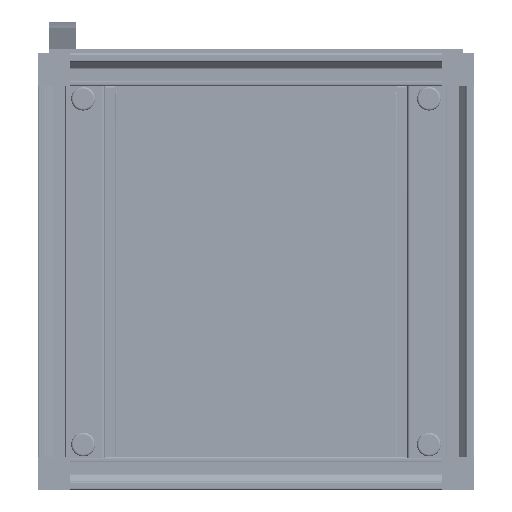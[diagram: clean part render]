
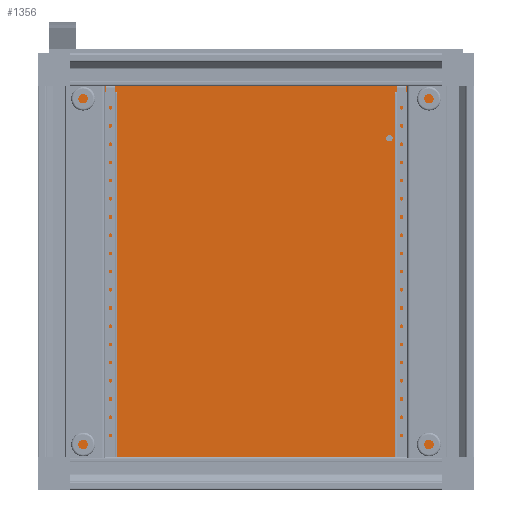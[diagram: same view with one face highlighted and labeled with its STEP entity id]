
A CAD part, front view. The second image highlights one B-rep face of the part: STEP entity #1356.
In plain terms, the highlighted planar face has unit normal (0, -1, 0).
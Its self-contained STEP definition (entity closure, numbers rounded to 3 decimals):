
#1356=ADVANCED_FACE('',(#10830,#10831),#10832,.F.);
#10830=FACE_BOUND('',#30655,.T.);
#10831=FACE_OUTER_BOUND('',#30656,.T.);
#10832=PLANE('',#30657);
#30655=EDGE_LOOP('',(#57611,#57612));
#30656=EDGE_LOOP('',(#57613,#57614,#57615,#57616,#57617,#57618,#57619,#57620,#57621,#57622,#57623,#57624));
#30657=AXIS2_PLACEMENT_3D('',#57625,#57626,#57627);
#57611=ORIENTED_EDGE('',*,*,#121927,.T.);
#57612=ORIENTED_EDGE('',*,*,#120462,.T.);
#57613=ORIENTED_EDGE('',*,*,#121931,.F.);
#57614=ORIENTED_EDGE('',*,*,#121932,.F.);
#57615=ORIENTED_EDGE('',*,*,#121933,.F.);
#57616=ORIENTED_EDGE('',*,*,#121934,.F.);
#57617=ORIENTED_EDGE('',*,*,#121935,.F.);
#57618=ORIENTED_EDGE('',*,*,#121936,.T.);
#57619=ORIENTED_EDGE('',*,*,#121937,.F.);
#57620=ORIENTED_EDGE('',*,*,#121938,.F.);
#57621=ORIENTED_EDGE('',*,*,#121939,.F.);
#57622=ORIENTED_EDGE('',*,*,#121940,.F.);
#57623=ORIENTED_EDGE('',*,*,#121941,.F.);
#57624=ORIENTED_EDGE('',*,*,#121942,.F.);
#57625=CARTESIAN_POINT('',(0.0,1599.9,300.0));
#57626=DIRECTION('',(0.0,1.0,0.0));
#57627=DIRECTION('',(0.0,0.0,1.0));
#120462=EDGE_CURVE('',#146567,#146571,#146573,.T.);
#121927=EDGE_CURVE('',#146571,#146567,#149014,.T.);
#121931=EDGE_CURVE('',#149018,#149019,#149020,.T.);
#121932=EDGE_CURVE('',#149021,#149018,#149022,.T.);
#121933=EDGE_CURVE('',#149023,#149021,#149024,.T.);
#121934=EDGE_CURVE('',#149025,#149023,#149026,.T.);
#121935=EDGE_CURVE('',#149027,#149025,#149028,.T.);
#121936=EDGE_CURVE('',#149027,#149029,#149030,.T.);
#121937=EDGE_CURVE('',#149031,#149029,#149032,.T.);
#121938=EDGE_CURVE('',#149033,#149031,#149034,.T.);
#121939=EDGE_CURVE('',#149035,#149033,#149036,.T.);
#121940=EDGE_CURVE('',#149037,#149035,#149038,.T.);
#121941=EDGE_CURVE('',#149039,#149037,#149040,.T.);
#121942=EDGE_CURVE('',#149019,#149039,#149041,.T.);
#146567=VERTEX_POINT('',#185934);
#146571=VERTEX_POINT('',#185939);
#146573=CIRCLE('',#185942,4.5);
#149014=CIRCLE('',#189143,4.5);
#149018=VERTEX_POINT('',#189147);
#149019=VERTEX_POINT('',#189148);
#149020=LINE('',#189149,#189150);
#149021=VERTEX_POINT('',#189151);
#149022=LINE('',#189152,#189153);
#149023=VERTEX_POINT('',#189154);
#149024=LINE('',#189155,#189156);
#149025=VERTEX_POINT('',#189157);
#149026=LINE('',#189158,#189159);
#149027=VERTEX_POINT('',#189160);
#149028=LINE('',#189161,#189162);
#149029=VERTEX_POINT('',#189163);
#149030=LINE('',#189164,#189165);
#149031=VERTEX_POINT('',#189166);
#149032=LINE('',#189167,#189168);
#149033=VERTEX_POINT('',#189169);
#149034=LINE('',#189170,#189171);
#149035=VERTEX_POINT('',#189172);
#149036=LINE('',#189173,#189174);
#149037=VERTEX_POINT('',#189175);
#149038=LINE('',#189176,#189177);
#149039=VERTEX_POINT('',#189178);
#149040=LINE('',#189179,#189180);
#149041=LINE('',#189181,#189182);
#185934=CARTESIAN_POINT('',(187.73,1599.9,483.23));
#185939=CARTESIAN_POINT('',(178.73,1599.9,483.23));
#185942=AXIS2_PLACEMENT_3D('',#238334,#238335,#238336);
#189143=AXIS2_PLACEMENT_3D('',#241209,#241210,#241211);
#189147=CARTESIAN_POINT('',(255.0,1599.9,555.0));
#189148=CARTESIAN_POINT('',(285.0,1599.9,555.0));
#189149=CARTESIAN_POINT('',(138.0,1599.9,555.0));
#189150=VECTOR('',#241221,1.0);
#189151=CARTESIAN_POINT('',(255.0,1599.9,585.0));
#189152=CARTESIAN_POINT('',(255.0,1599.9,438.0));
#189153=VECTOR('',#241222,1.0);
#189154=CARTESIAN_POINT('',(-255.0,1599.9,585.0));
#189155=CARTESIAN_POINT('',(0.0,1599.9,585.0));
#189156=VECTOR('',#241223,1.0);
#189157=CARTESIAN_POINT('',(-255.0,1599.9,555.0));
#189158=CARTESIAN_POINT('',(-255.0,1599.9,162.0));
#189159=VECTOR('',#241224,1.0);
#189160=CARTESIAN_POINT('',(-285.0,1599.9,555.0));
#189161=CARTESIAN_POINT('',(-138.0,1599.9,555.0));
#189162=VECTOR('',#241225,1.0);
#189163=CARTESIAN_POINT('',(-285.0,1599.9,45.));
#189164=CARTESIAN_POINT('',(-285.0,1599.9,300.0));
#189165=VECTOR('',#241226,1.0);
#189166=CARTESIAN_POINT('',(-255.0,1599.9,45.0));
#189167=CARTESIAN_POINT('',(-138.0,1599.9,45.));
#189168=VECTOR('',#241227,1.0);
#189169=CARTESIAN_POINT('',(-255.0,1599.9,15.0));
#189170=CARTESIAN_POINT('',(-255.0,1599.9,162.0));
#189171=VECTOR('',#241228,1.0);
#189172=CARTESIAN_POINT('',(255.0,1599.9,15.0));
#189173=CARTESIAN_POINT('',(0.0,1599.9,15.0));
#189174=VECTOR('',#241229,1.0);
#189175=CARTESIAN_POINT('',(255.0,1599.9,45.0));
#189176=CARTESIAN_POINT('',(255.0,1599.9,438.0));
#189177=VECTOR('',#241230,1.0);
#189178=CARTESIAN_POINT('',(285.0,1599.9,45.));
#189179=CARTESIAN_POINT('',(138.0,1599.9,45.));
#189180=VECTOR('',#241231,1.0);
#189181=CARTESIAN_POINT('',(285.0,1599.9,300.0));
#189182=VECTOR('',#241232,1.0);
#238334=CARTESIAN_POINT('',(183.23,1599.9,483.23));
#238335=DIRECTION('',(-0.0,1.0,0.0));
#238336=DIRECTION('',(1.0,0.0,0.0));
#241209=CARTESIAN_POINT('',(183.23,1599.9,483.23));
#241210=DIRECTION('',(-0.0,1.0,0.0));
#241211=DIRECTION('',(1.0,0.0,0.0));
#241221=DIRECTION('',(1.0,-0.0,0.0));
#241222=DIRECTION('',(0.0,0.0,-1.0));
#241223=DIRECTION('',(1.0,0.0,0.0));
#241224=DIRECTION('',(0.,-0.0,1.0));
#241225=DIRECTION('',(1.0,0.0,0.));
#241226=DIRECTION('',(0.0,0.0,-1.0));
#241227=DIRECTION('',(-1.0,0.0,0.));
#241228=DIRECTION('',(0.,-0.0,1.0));
#241229=DIRECTION('',(-1.0,0.0,0.0));
#241230=DIRECTION('',(0.0,0.0,-1.0));
#241231=DIRECTION('',(-1.0,0.0,0.0));
#241232=DIRECTION('',(0.0,0.0,-1.0));
